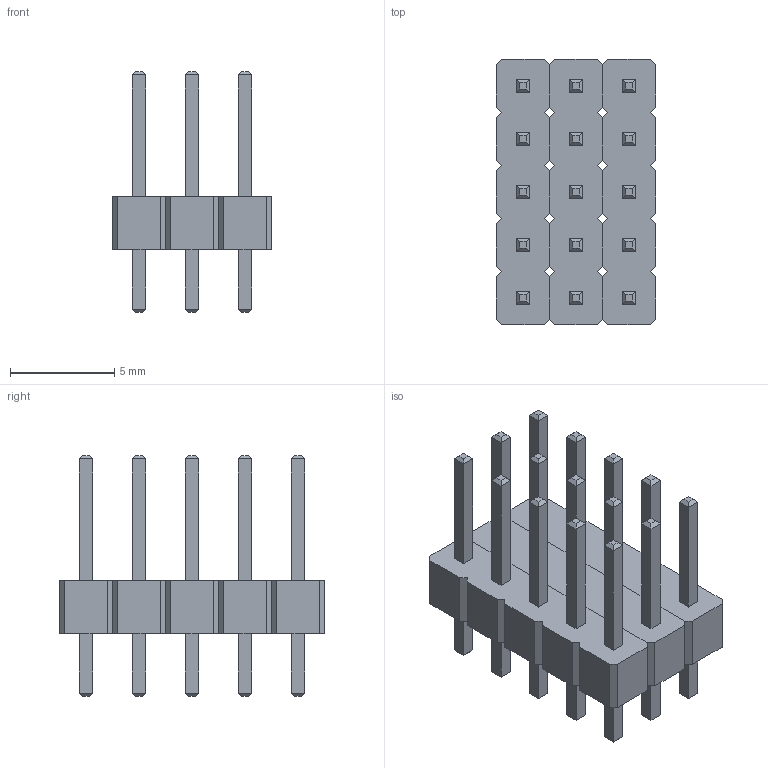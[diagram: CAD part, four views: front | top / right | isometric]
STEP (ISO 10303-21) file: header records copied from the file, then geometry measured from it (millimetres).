
FILE_DESCRIPTION(/* description */ (''),/* implementation_level */ '2;1');
FILE_NAME(/* name */ 'PinHeader_1x05.step',/* time_stamp */ '2020-03-21T16:43:50+01:00',/* author */ (''),/* organization */ (''),/* preprocessor_version */ 'ST-DEVELOPER v18',/* originating_system */ 'Autodesk Translation Framework v8.12.0.6',/* authorisation */ '');
FILE_SCHEMA (('AUTOMOTIVE_DESIGN { 1 0 10303 214 3 1 1 }'));
Length unit declared in the file: millimetre
Products named in the file (1): (Unsaved)
Bounding box: 7.62 x 12.7 x 11.54 mm (x, y, z)
Volume: 295.4 mm3; surface area: 767.4 mm2
Topology: 3 solids, 3 shells, 372 faces, 888 edges, 552 vertices
Faces by surface type: plane 372
Entity records: 10789 total; most frequent: CARTESIAN_POINT 1813, ORIENTED_EDGE 1776, DIRECTION 1634, LINE 888, VECTOR 888, EDGE_CURVE 888, VERTEX_POINT 552, EDGE_LOOP 402
